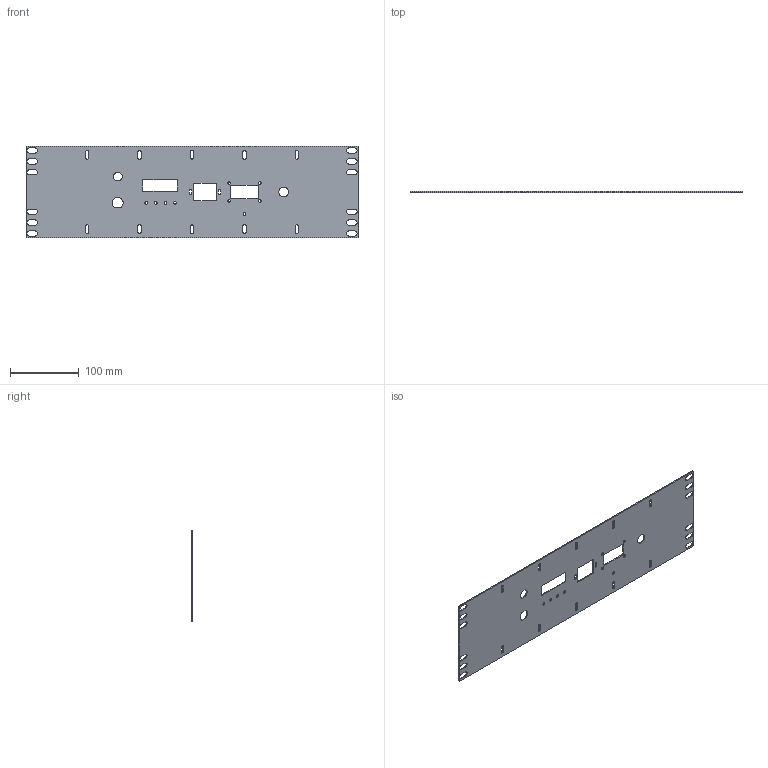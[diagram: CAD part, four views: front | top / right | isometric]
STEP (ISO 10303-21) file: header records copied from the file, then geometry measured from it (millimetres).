
FILE_DESCRIPTION(('FreeCAD Model'),'2;1');
FILE_NAME('Open CASCADE Shape Model','2024-07-16T17:03:42',(''),(''), 'Open CASCADE STEP processor 7.6','FreeCAD','Unknown');
FILE_SCHEMA(('AUTOMOTIVE_DESIGN { 1 0 10303 214 1 1 1 1 }'));
Length unit declared in the file: millimetre
Products named in the file (1): BodyPlantPanelWithHoles
Bounding box: 482.6 x 1.59 x 133.35 mm (x, y, z)
Volume: 94344.9 mm3; surface area: 123089.9 mm2
Topology: 1 solids, 1 shells, 132 faces, 390 edges, 260 vertices
Faces by surface type: plane 70, cylinder 62
Full cylindrical faces by diameter (mm): 3.937 x4, 4 x5, 14.287 x1
Entity records: 4616 total; most frequent: CARTESIAN_POINT 783, DIRECTION 780, ORIENTED_EDGE 780, EDGE_CURVE 390, LINE 266, VECTOR 266, VERTEX_POINT 260, AXIS2_PLACEMENT_3D 257
